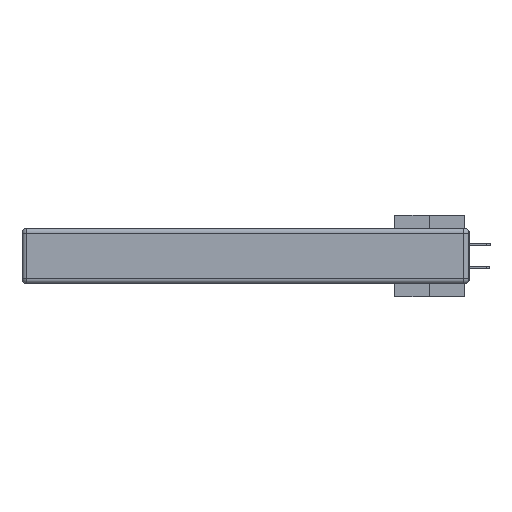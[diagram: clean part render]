
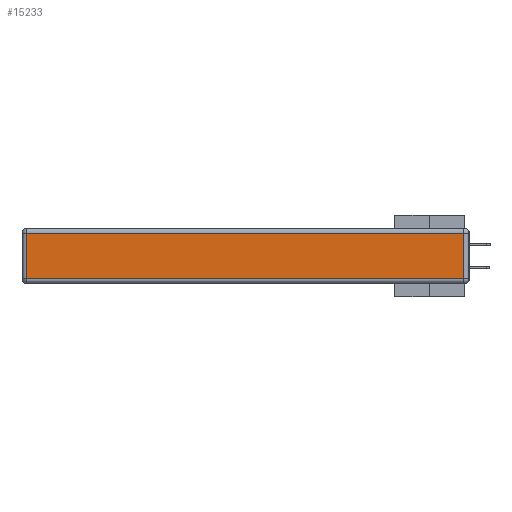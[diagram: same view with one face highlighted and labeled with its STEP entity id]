
A CAD part, left-side view. The second image highlights one B-rep face of the part: STEP entity #15233.
In plain terms, the highlighted planar face has unit normal (-1, 0, 0).
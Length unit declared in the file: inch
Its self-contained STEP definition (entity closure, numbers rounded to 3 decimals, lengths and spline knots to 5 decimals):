
#52 = CARTESIAN_POINT ( 'NONE',  ( 0., 0.03, -0.343 ) ) ;
#1265 = CARTESIAN_POINT ( 'NONE',  ( 0., 0., -0.313 ) ) ;
#2028 = DIRECTION ( 'NONE',  ( 0., 1., 0. ) ) ;
#3041 = CARTESIAN_POINT ( 'NONE',  ( 0., 2.72, -0.03 ) ) ;
#3455 = EDGE_CURVE ( 'NONE', #15050, #22195, #25429, .T. ) ;
#5144 = VECTOR ( 'NONE', #19619, 39.37008 ) ;
#9819 = DIRECTION ( 'NONE',  ( 0., 0., -1. ) ) ;
#9988 = EDGE_CURVE ( 'NONE', #22195, #22825, #14749, .T. ) ;
#10423 = CARTESIAN_POINT ( 'NONE',  ( 0., 2.75, -0.03 ) ) ;
#11719 = DIRECTION ( 'NONE',  ( 0., -1., 0. ) ) ;
#12780 = LINE ( 'NONE', #1265, #30016 ) ;
#14749 = LINE ( 'NONE', #10423, #33266 ) ;
#15050 = VERTEX_POINT ( 'NONE', #32130 ) ;
#15233 = ADVANCED_FACE ( 'NONE', ( #29793 ), #18093, .T. ) ;
#15455 = CARTESIAN_POINT ( 'NONE',  ( 0., 0., -0.343 ) ) ;
#17101 = ORIENTED_EDGE ( 'NONE', *, *, #3455, .T. ) ;
#17634 = LINE ( 'NONE', #23348, #28449 ) ;
#18093 = PLANE ( 'NONE',  #31978 ) ;
#19178 = ORIENTED_EDGE ( 'NONE', *, *, #21818, .T. ) ;
#19619 = DIRECTION ( 'NONE',  ( 0., 0., 1. ) ) ;
#21053 = DIRECTION ( 'NONE',  ( -1., 0., 0. ) ) ;
#21115 = ORIENTED_EDGE ( 'NONE', *, *, #24272, .T. ) ;
#21818 = EDGE_CURVE ( 'NONE', #34710, #15050, #12780, .T. ) ;
#22195 = VERTEX_POINT ( 'NONE', #27192 ) ;
#22825 = VERTEX_POINT ( 'NONE', #3041 ) ;
#23348 = CARTESIAN_POINT ( 'NONE',  ( 0., 2.72, -0.343 ) ) ;
#24272 = EDGE_CURVE ( 'NONE', #22825, #34710, #17634, .T. ) ;
#25429 = LINE ( 'NONE', #52, #5144 ) ;
#27192 = CARTESIAN_POINT ( 'NONE',  ( 0., 0.03, -0.03 ) ) ;
#28024 = CARTESIAN_POINT ( 'NONE',  ( 0., 2.72, -0.313 ) ) ;
#28449 = VECTOR ( 'NONE', #9819, 39.37008 ) ;
#29769 = DIRECTION ( 'NONE',  ( 0., 0., 1. ) ) ;
#29793 = FACE_OUTER_BOUND ( 'NONE', #34699, .T. ) ;
#30016 = VECTOR ( 'NONE', #11719, 39.37008 ) ;
#31978 = AXIS2_PLACEMENT_3D ( 'NONE', #15455, #21053, #29769 ) ;
#32028 = ORIENTED_EDGE ( 'NONE', *, *, #9988, .T. ) ;
#32130 = CARTESIAN_POINT ( 'NONE',  ( 0., 0.03, -0.313 ) ) ;
#33266 = VECTOR ( 'NONE', #2028, 39.37008 ) ;
#34699 = EDGE_LOOP ( 'NONE', ( #19178, #17101, #32028, #21115 ) ) ;
#34710 = VERTEX_POINT ( 'NONE', #28024 ) ;
